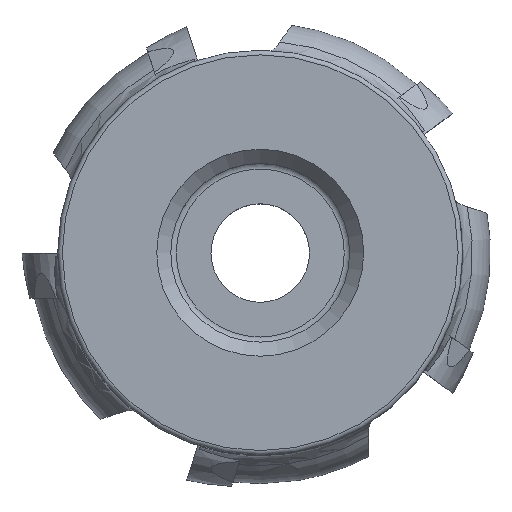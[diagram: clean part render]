
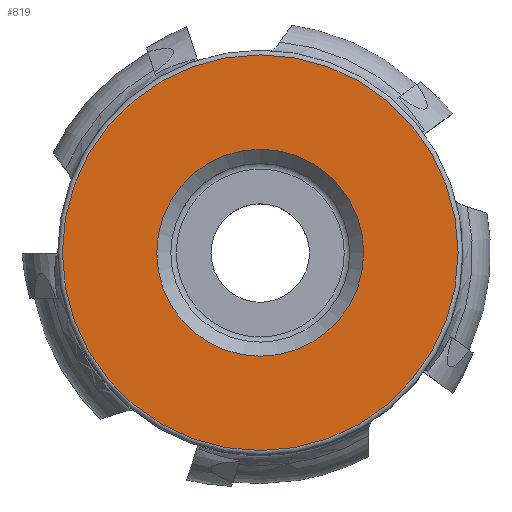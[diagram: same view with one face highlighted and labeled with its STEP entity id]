
A CAD part, top view. The second image highlights one B-rep face of the part: STEP entity #819.
In plain terms, the highlighted planar face has unit normal (0, 0, 1).
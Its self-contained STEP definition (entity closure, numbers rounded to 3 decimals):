
#819=ADVANCED_FACE('',(#1277,#1278),#1108,.T.);
#1108=PLANE('',#6068);
#1277=FACE_BOUND('',#1461,.T.);
#1278=FACE_BOUND('',#1462,.T.);
#1461=EDGE_LOOP('',(#2812));
#1462=EDGE_LOOP('',(#2813));
#1862=CIRCLE('',#6065,21.09);
#1863=CIRCLE('',#6067,11.03);
#2812=ORIENTED_EDGE('',*,*,#4912,.T.);
#2813=ORIENTED_EDGE('',*,*,#4911,.F.);
#4306=VERTEX_POINT('',#9266);
#4307=VERTEX_POINT('',#9269);
#4911=EDGE_CURVE('',#4306,#4306,#1862,.T.);
#4912=EDGE_CURVE('',#4307,#4307,#1863,.T.);
#6065=AXIS2_PLACEMENT_3D('',#9265,#6907,#6908);
#6067=AXIS2_PLACEMENT_3D('',#9268,#6911,#6912);
#6068=AXIS2_PLACEMENT_3D('',#9270,#6913,#6914);
#6907=DIRECTION('',(0.,0.,-1.));
#6908=DIRECTION('',(0.,-1.,0.));
#6911=DIRECTION('',(0.,0.,-1.));
#6912=DIRECTION('',(0.,-1.,0.));
#6913=DIRECTION('',(0.,0.,1.));
#6914=DIRECTION('',(0.,-1.,0.));
#9265=CARTESIAN_POINT('',(0.,0.,0.));
#9266=CARTESIAN_POINT('',(0.,-21.09,0.));
#9268=CARTESIAN_POINT('',(0.,0.,0.));
#9269=CARTESIAN_POINT('',(0.,-11.03,0.));
#9270=CARTESIAN_POINT('',(21.09,0.,0.));
